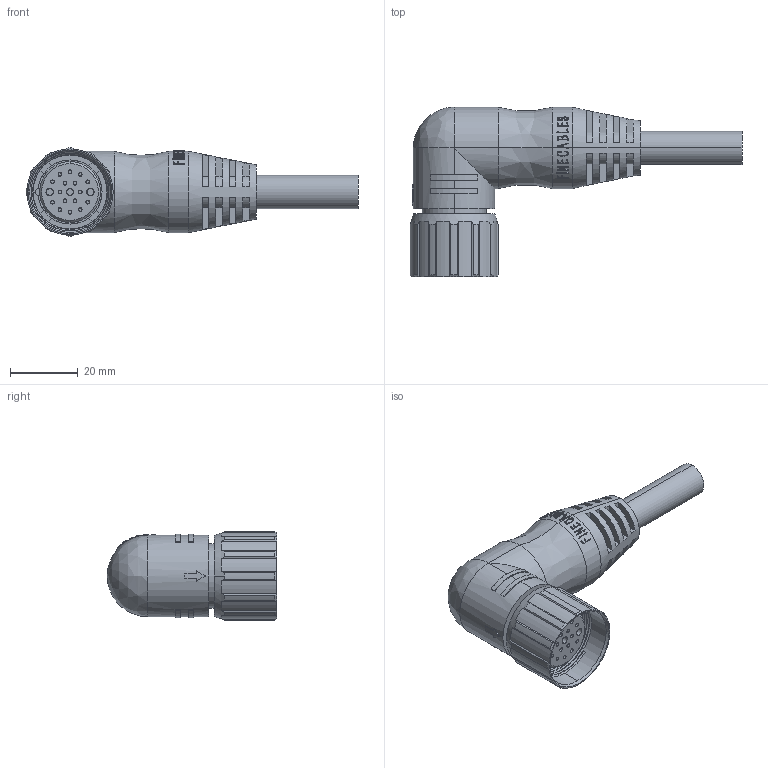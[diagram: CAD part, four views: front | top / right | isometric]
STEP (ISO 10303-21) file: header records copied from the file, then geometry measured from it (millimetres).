
FILE_DESCRIPTION (( 'STEP AP203' ), '1' );
FILE_NAME ('P375.STEP', '2020-04-15T07:14:44', ( 'edpusr' ), ( 'Microsoft' ), 'SwSTEP 2.0', 'SolidWorks 2015', '' );
FILE_SCHEMA (( 'CONFIG_CONTROL_DESIGN' ));
Length unit declared in the file: millimetre
Products named in the file (1): P375
Bounding box: 98 x 50 x 26 mm (x, y, z)
Volume: 35093.1 mm3; surface area: 14615.6 mm2
Topology: 3 solids, 3 shells, 574 faces, 1507 edges, 991 vertices
Faces by surface type: bspline 204, plane 186, cylinder 161, cone 23
Entity records: 35099 total; most frequent: CARTESIAN_POINT 21951, ORIENTED_EDGE 3012, DIRECTION 2181, EDGE_CURVE 1506, VERTEX_POINT 991, AXIS2_PLACEMENT_3D 780, EDGE_LOOP 665, LINE 621
